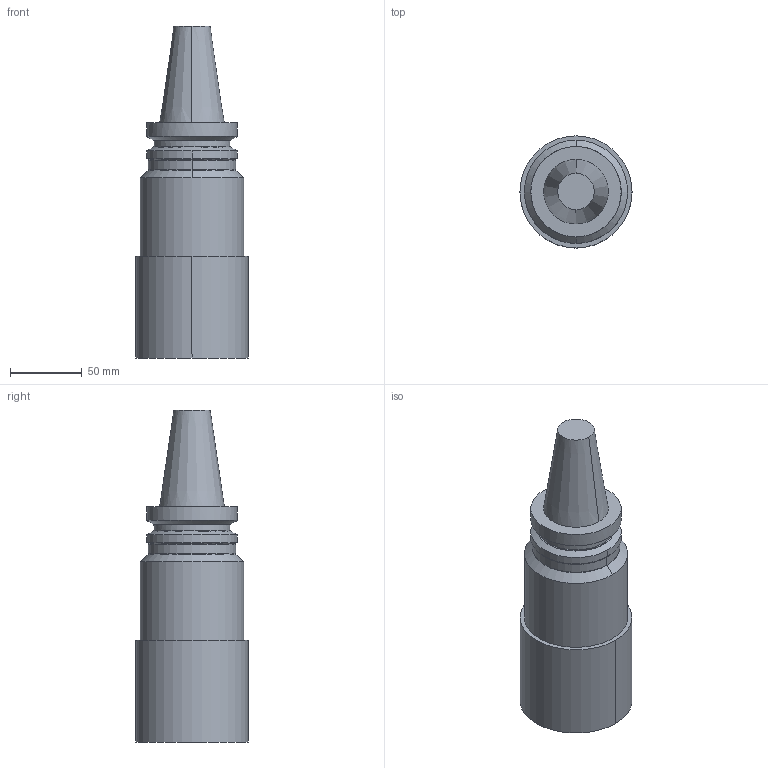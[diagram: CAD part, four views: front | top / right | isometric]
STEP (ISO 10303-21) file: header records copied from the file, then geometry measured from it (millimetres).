
FILE_DESCRIPTION(/* description */ (''),/* implementation_level */ '2;1');
FILE_NAME(/* name */ 'BT.40A-QTCC.M14.M36.stp',/* time_stamp */ '2024-07-08T05:14:11+02:00',/* author */ (''),/* organization */ (''),/* preprocessor_version */ 'ST-DEVELOPER v16.7',/* originating_system */ 'SIEMENS PLM Software NX 12.0',/* authorisation */ '');
FILE_SCHEMA (('AUTOMOTIVE_DESIGN { 1 0 10303 214 3 1 1 1 }'));
Length unit declared in the file: millimetre
Products named in the file (1): pf664004CBF9ab7b
Bounding box: 78.1 x 78.1 x 231.4 mm (x, y, z)
Volume: 743255.1 mm3; surface area: 53845 mm2
Topology: 1 solids, 1 shells, 29 faces, 61 edges, 38 vertices
Faces by surface type: cylinder 9, cone 8, plane 6, torus 6
Full cylindrical faces by diameter (mm): 53 x1, 63 x1, 72 x1
Entity records: 797 total; most frequent: DIRECTION 154, CARTESIAN_POINT 121, ORIENTED_EDGE 104, AXIS2_PLACEMENT_3D 69, EDGE_CURVE 52, EDGE_LOOP 40, VERTEX_POINT 36, CIRCLE 36
